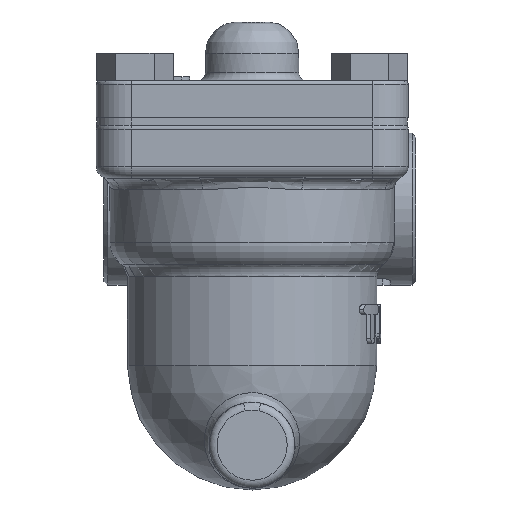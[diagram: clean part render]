
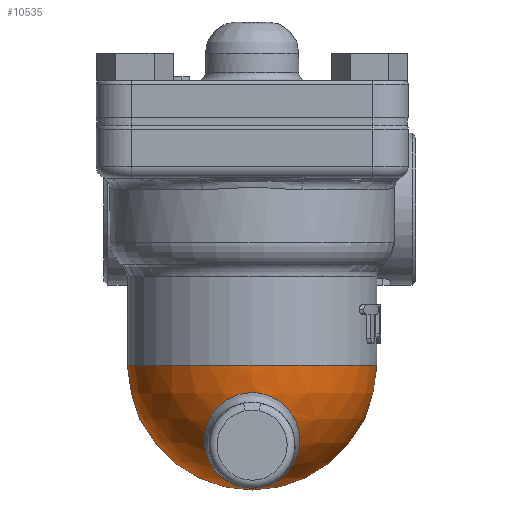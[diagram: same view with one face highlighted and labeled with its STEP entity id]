
A CAD part, left-side view. The second image highlights one B-rep face of the part: STEP entity #10535.
In plain terms, the highlighted spherical face has radius 32 mm.
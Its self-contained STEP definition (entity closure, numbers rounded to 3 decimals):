
#59=SPHERICAL_SURFACE('',#11555,32.);
#291=B_SPLINE_CURVE_WITH_KNOTS('',3,(#19580,#19581,#19582,#19583,#19584,
#19585,#19586,#19587),.UNSPECIFIED.,.F.,.F.,(4,1,1,1,1,4),(-8.475,
-7.87,-7.264,-6.861,-6.457,
-6.381),.UNSPECIFIED.);
#292=B_SPLINE_CURVE_WITH_KNOTS('',3,(#19589,#19590,#19591,#19592,#19593,
#19594,#19595,#19596,#19597,#19598,#19599,#19600,#19601,#19602),
 .UNSPECIFIED.,.F.,.F.,(4,1,1,1,1,1,1,1,1,1,1,4),(-6.381,-6.053,
-5.65,-5.246,-4.944,-4.843,
-3.632,-3.229,-2.825,-2.421,
-2.27,-2.144),.UNSPECIFIED.);
#293=B_SPLINE_CURVE_WITH_KNOTS('',3,(#19603,#19604,#19605,#19606,#19607,
#19608,#19609,#19610,#19611,#19612),.UNSPECIFIED.,.F.,.F.,(4,1,1,1,1,1,
1,4),(-2.144,-2.119,-1.967,-1.816,
-1.513,-1.211,-0.605,0.),
 .UNSPECIFIED.);
#1409=FACE_OUTER_BOUND('',#2092,.T.);
#2092=EDGE_LOOP('',(#8246,#8247,#8248,#8249,#8250,#8251,#8252,#8253,#8254,
#8255,#8256,#8257));
#3907=CIRCLE('',#11509,27.713);
#3910=CIRCLE('',#11513,16.);
#3912=CIRCLE('',#11516,27.713);
#3935=CIRCLE('',#11556,32.);
#3936=CIRCLE('',#11557,32.);
#3937=CIRCLE('',#11558,32.);
#3938=CIRCLE('',#11559,32.);
#4747=VERTEX_POINT('',#18643);
#4748=VERTEX_POINT('',#18648);
#4749=VERTEX_POINT('',#18653);
#4751=VERTEX_POINT('',#18658);
#4774=VERTEX_POINT('',#19577);
#4775=VERTEX_POINT('',#19579);
#4776=VERTEX_POINT('',#19588);
#4777=VERTEX_POINT('',#19635);
#4778=VERTEX_POINT('',#19638);
#5974=EDGE_CURVE('',#4748,#4747,#3907,.T.);
#5977=EDGE_CURVE('',#4749,#4748,#3910,.T.);
#5979=EDGE_CURVE('',#4751,#4749,#3912,.T.);
#6036=EDGE_CURVE('',#4774,#4775,#291,.T.);
#6037=EDGE_CURVE('',#4775,#4776,#292,.T.);
#6038=EDGE_CURVE('',#4776,#4774,#293,.T.);
#6040=EDGE_CURVE('',#4751,#4777,#3935,.T.);
#6041=EDGE_CURVE('',#4777,#4775,#3936,.T.);
#6042=EDGE_CURVE('',#4776,#4778,#3937,.T.);
#6043=EDGE_CURVE('',#4777,#4747,#3938,.T.);
#8246=ORIENTED_EDGE('',*,*,#5979,.F.);
#8247=ORIENTED_EDGE('',*,*,#6040,.T.);
#8248=ORIENTED_EDGE('',*,*,#6041,.T.);
#8249=ORIENTED_EDGE('',*,*,#6036,.F.);
#8250=ORIENTED_EDGE('',*,*,#6038,.F.);
#8251=ORIENTED_EDGE('',*,*,#6042,.T.);
#8252=ORIENTED_EDGE('',*,*,#6042,.F.);
#8253=ORIENTED_EDGE('',*,*,#6037,.F.);
#8254=ORIENTED_EDGE('',*,*,#6041,.F.);
#8255=ORIENTED_EDGE('',*,*,#6043,.T.);
#8256=ORIENTED_EDGE('',*,*,#5974,.F.);
#8257=ORIENTED_EDGE('',*,*,#5977,.F.);
#10535=ADVANCED_FACE('',(#1409),#59,.T.);
#11509=AXIS2_PLACEMENT_3D('',#18650,#13610,#13611);
#11513=AXIS2_PLACEMENT_3D('',#18655,#13618,#13619);
#11516=AXIS2_PLACEMENT_3D('',#18660,#13624,#13625);
#11555=AXIS2_PLACEMENT_3D('',#19634,#13713,#13714);
#11556=AXIS2_PLACEMENT_3D('',#19636,#13715,#13716);
#11557=AXIS2_PLACEMENT_3D('',#19637,#13717,#13718);
#11558=AXIS2_PLACEMENT_3D('',#19639,#13719,#13720);
#11559=AXIS2_PLACEMENT_3D('',#19640,#13721,#13722);
#13610=DIRECTION('center_axis',(0.,-1.,0.));
#13611=DIRECTION('ref_axis',(0.991,0.,-0.131));
#13618=DIRECTION('center_axis',(0.966,0.,-0.259));
#13619=DIRECTION('ref_axis',(-0.259,0.,-0.966));
#13624=DIRECTION('center_axis',(0.,1.,0.));
#13625=DIRECTION('ref_axis',(0.991,0.,-0.131));
#13713=DIRECTION('center_axis',(0.,0.,1.));
#13714=DIRECTION('ref_axis',(1.,0.,0.));
#13715=DIRECTION('center_axis',(0.,0.,-1.));
#13716=DIRECTION('ref_axis',(1.,0.,0.));
#13717=DIRECTION('center_axis',(0.,-1.,0.));
#13718=DIRECTION('ref_axis',(-1.,0.,0.));
#13719=DIRECTION('center_axis',(0.,-1.,0.));
#13720=DIRECTION('ref_axis',(-1.,0.,0.));
#13721=DIRECTION('center_axis',(0.,0.,-1.));
#13722=DIRECTION('ref_axis',(1.,0.,0.));
#18643=CARTESIAN_POINT('',(-20.769,17.038,-28.));
#18648=CARTESIAN_POINT('',(-21.713,17.038,-35.173));
#18650=CARTESIAN_POINT('Origin',(-48.482,17.038,-28.));
#18653=CARTESIAN_POINT('',(-21.713,-14.962,-35.173));
#18655=CARTESIAN_POINT('Origin',(-21.713,1.038,-35.173));
#18658=CARTESIAN_POINT('',(-20.769,-14.962,-28.));
#18660=CARTESIAN_POINT('Origin',(-48.482,-14.962,-28.));
#19577=CARTESIAN_POINT('',(-69.646,-11.116,-48.696));
#19579=CARTESIAN_POINT('',(-79.693,1.038,-35.059));
#19580=CARTESIAN_POINT('Ctrl Pts',(-69.646,-11.116,
-48.696));
#19581=CARTESIAN_POINT('Ctrl Pts',(-71.165,-11.309,
-47.03));
#19582=CARTESIAN_POINT('Ctrl Pts',(-74.066,-11.026,
-43.483));
#19583=CARTESIAN_POINT('Ctrl Pts',(-77.256,-8.364,-38.898));
#19584=CARTESIAN_POINT('Ctrl Pts',(-79.132,-4.261,
-35.97));
#19585=CARTESIAN_POINT('Ctrl Pts',(-79.656,-1.036,
-35.119));
#19586=CARTESIAN_POINT('Ctrl Pts',(-79.693,0.754,-35.059));
#19587=CARTESIAN_POINT('Ctrl Pts',(-79.693,1.038,-35.059));
#19588=CARTESIAN_POINT('',(-53.949,1.038,-59.529));
#19589=CARTESIAN_POINT('Ctrl Pts',(-79.693,1.038,-35.059));
#19590=CARTESIAN_POINT('Ctrl Pts',(-79.693,2.263,-35.061));
#19591=CARTESIAN_POINT('Ctrl Pts',(-79.437,4.999,-35.476));
#19592=CARTESIAN_POINT('Ctrl Pts',(-78.216,8.666,-37.416));
#19593=CARTESIAN_POINT('Ctrl Pts',(-76.354,11.207,-40.208));
#19594=CARTESIAN_POINT('Ctrl Pts',(-74.715,12.345,-42.485));
#19595=CARTESIAN_POINT('Ctrl Pts',(-71.177,13.858,-47.167));
#19596=CARTESIAN_POINT('Ctrl Pts',(-66.714,12.911,-52.109));
#19597=CARTESIAN_POINT('Ctrl Pts',(-61.246,9.649,-56.169));
#19598=CARTESIAN_POINT('Ctrl Pts',(-57.977,7.128,-58.063));
#19599=CARTESIAN_POINT('Ctrl Pts',(-55.491,4.705,-59.062));
#19600=CARTESIAN_POINT('Ctrl Pts',(-54.171,2.543,-59.468));
#19601=CARTESIAN_POINT('Ctrl Pts',(-53.954,1.506,-59.529));
#19602=CARTESIAN_POINT('Ctrl Pts',(-53.951,1.037,-59.529));
#19603=CARTESIAN_POINT('Ctrl Pts',(-53.951,1.037,-59.529));
#19604=CARTESIAN_POINT('Ctrl Pts',(-53.95,0.943,-59.529));
#19605=CARTESIAN_POINT('Ctrl Pts',(-53.973,0.287,-59.522));
#19606=CARTESIAN_POINT('Ctrl Pts',(-54.385,-0.898,
-59.407));
#19607=CARTESIAN_POINT('Ctrl Pts',(-55.652,-2.729,
-58.994));
#19608=CARTESIAN_POINT('Ctrl Pts',(-57.58,-4.664,
-58.209));
#19609=CARTESIAN_POINT('Ctrl Pts',(-60.832,-7.312,
-56.473));
#19610=CARTESIAN_POINT('Ctrl Pts',(-64.952,-9.868,
-53.482));
#19611=CARTESIAN_POINT('Ctrl Pts',(-68.127,-10.924,-50.362));
#19612=CARTESIAN_POINT('Ctrl Pts',(-69.646,-11.116,
-48.696));
#19634=CARTESIAN_POINT('Origin',(-48.482,1.038,-28.));
#19635=CARTESIAN_POINT('',(-80.482,1.038,-28.));
#19636=CARTESIAN_POINT('Origin',(-48.482,1.038,-28.));
#19637=CARTESIAN_POINT('Origin',(-48.482,1.038,-28.));
#19638=CARTESIAN_POINT('',(-48.482,1.038,-60.));
#19639=CARTESIAN_POINT('Origin',(-48.482,1.038,-28.));
#19640=CARTESIAN_POINT('Origin',(-48.482,1.038,-28.));
